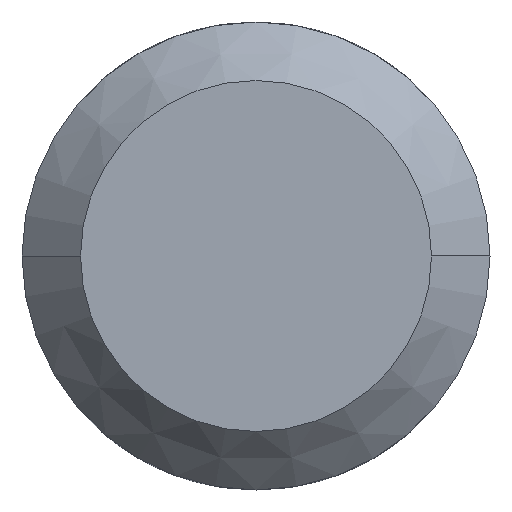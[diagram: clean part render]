
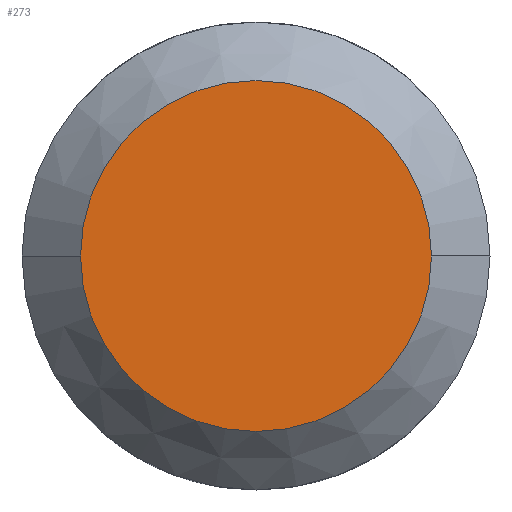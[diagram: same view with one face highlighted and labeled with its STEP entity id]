
A CAD part, front view. The second image highlights one B-rep face of the part: STEP entity #273.
In plain terms, the highlighted planar face has unit normal (0, -1, 0).
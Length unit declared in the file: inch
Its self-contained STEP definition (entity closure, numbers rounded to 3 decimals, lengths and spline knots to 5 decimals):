
#22 = FACE_OUTER_BOUND ( 'NONE', #572, .T. ) ;
#37 = CARTESIAN_POINT ( 'NONE',  ( -0.11811, -17.24409, 0. ) ) ;
#87 = DIRECTION ( 'NONE',  ( 0., 1., 0. ) ) ;
#142 = CIRCLE ( 'NONE', #437, 0.11811 ) ;
#211 = DIRECTION ( 'NONE',  ( 0., 1., 0. ) ) ;
#228 = AXIS2_PLACEMENT_3D ( 'NONE', #614, #87, #565 ) ;
#232 = DIRECTION ( 'NONE',  ( 0., 1., 0. ) ) ;
#273 = ADVANCED_FACE ( 'NONE', ( #22 ), #400, .F. ) ;
#322 = ORIENTED_EDGE ( 'NONE', *, *, #578, .F. ) ;
#337 = VERTEX_POINT ( 'NONE', #37 ) ;
#382 = CARTESIAN_POINT ( 'NONE',  ( 0., -17.24409, 0. ) ) ;
#399 = AXIS2_PLACEMENT_3D ( 'NONE', #382, #211, #603 ) ;
#400 = PLANE ( 'NONE',  #228 ) ;
#414 = CARTESIAN_POINT ( 'NONE',  ( 0.11811, -17.24409, 0. ) ) ;
#437 = AXIS2_PLACEMENT_3D ( 'NONE', #674, #232, #502 ) ;
#441 = CIRCLE ( 'NONE', #399, 0.11811 ) ;
#468 = VERTEX_POINT ( 'NONE', #414 ) ;
#502 = DIRECTION ( 'NONE',  ( -1., 0., 0. ) ) ;
#565 = DIRECTION ( 'NONE',  ( 0., 0., 1. ) ) ;
#572 = EDGE_LOOP ( 'NONE', ( #580, #322 ) ) ;
#578 = EDGE_CURVE ( 'NONE', #468, #337, #441, .T. ) ;
#580 = ORIENTED_EDGE ( 'NONE', *, *, #644, .F. ) ;
#603 = DIRECTION ( 'NONE',  ( -1., 0., 0. ) ) ;
#614 = CARTESIAN_POINT ( 'NONE',  ( 0.11811, -17.24409, 0. ) ) ;
#644 = EDGE_CURVE ( 'NONE', #337, #468, #142, .T. ) ;
#674 = CARTESIAN_POINT ( 'NONE',  ( 0., -17.24409, 0. ) ) ;
